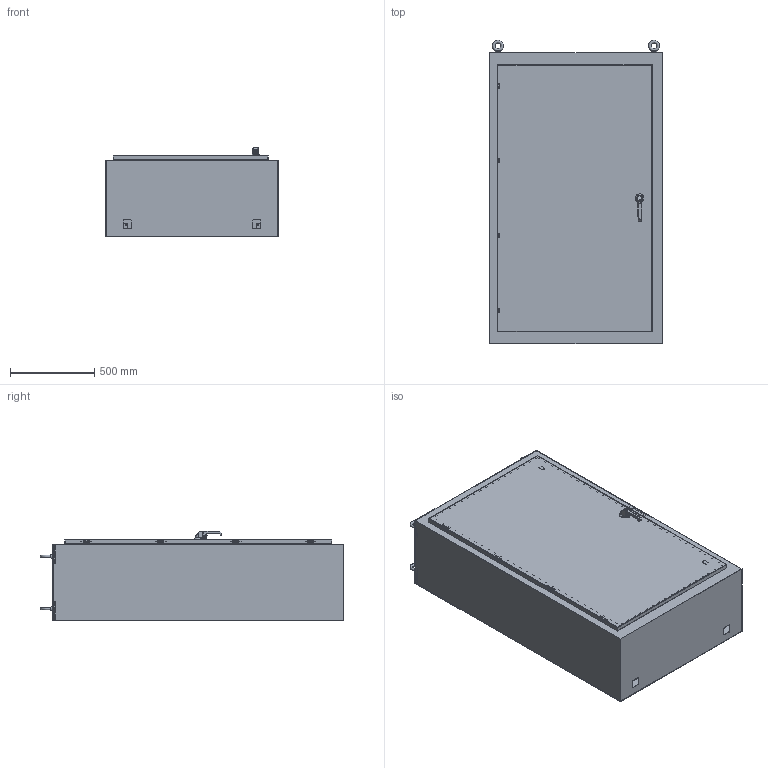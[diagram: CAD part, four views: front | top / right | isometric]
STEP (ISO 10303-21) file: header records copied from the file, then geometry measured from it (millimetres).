
FILE_DESCRIPTION (( 'STEP AP214' ), '1' );
FILE_NAME ('SCE-N68L4018.STEP', '2024-05-09T13:07:37', ( '' ), ( '' ), 'SwSTEP 2.0', 'SolidWorks 2023', '' );
FILE_SCHEMA (( 'AUTOMOTIVE_DESIGN' ));
Length unit declared in the file: inch
Products named in the file (1): SCE-N68L4018
Bounding box: 1022.35 x 1801.99 x 534.57 mm (x, y, z)
Volume: 17193756.4 mm3; surface area: 12747224.8 mm2
Topology: 31 solids, 35 shells, 5241 faces, 13247 edges, 8102 vertices
Faces by surface type: plane 1988, cylinder 1712, bspline 747, torus 513, sphere 168, cone 113
Full cylindrical faces by diameter (mm): 1.016 x4, 3.978 x4, 4.318 x20, 4.978 x16, 5.016 x2, 5.207 x8, 5.232 x8, 5.537 x4, 6.096 x8, 6.198 x8, 6.35 x8, 9.525 x10, 10.323 x8, 11.112 x10, 11.113 x2, 15.24 x4, 16 x1, 22 x1, 29.8 x4
Entity records: 221729 total; most frequent: CARTESIAN_POINT 102645, ORIENTED_EDGE 25624, DIRECTION 23063, EDGE_CURVE 12812, AXIS2_PLACEMENT_3D 8420, VERTEX_POINT 7989, VECTOR 6223, LINE 6223
